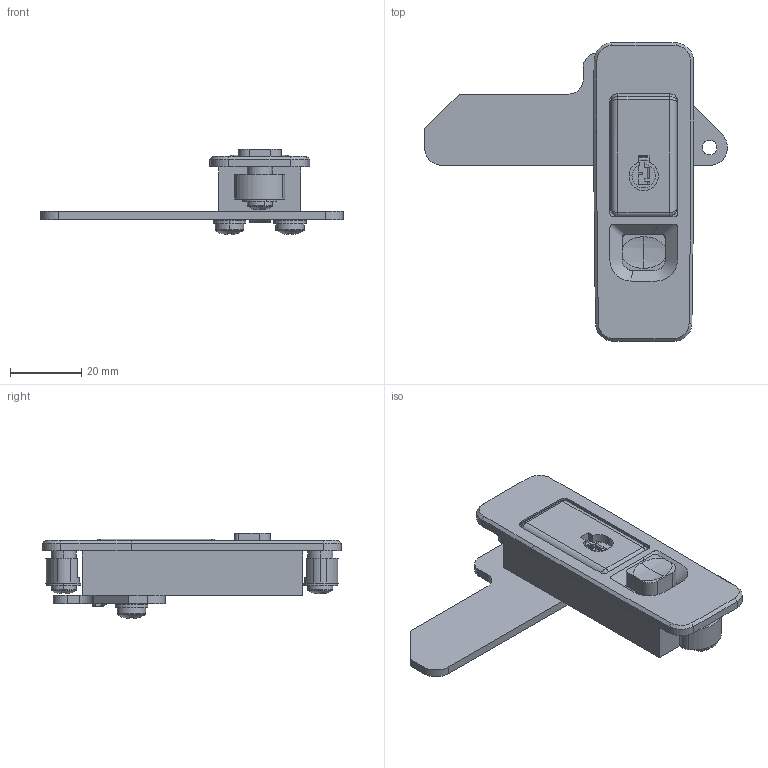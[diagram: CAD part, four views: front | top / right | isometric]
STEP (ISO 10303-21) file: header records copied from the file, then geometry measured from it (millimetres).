
FILE_DESCRIPTION (( 'STEP AP203' ), '1' );
FILE_NAME ('A-260-A-3.STEP', '2012-08-30T08:02:22', ( '11sw' ), ( 'タキゲン製造株式会社' ), 'SwSTEP 2.0', 'SolidWorks 2011', '' );
FILE_SCHEMA (( 'CONFIG_CONTROL_DESIGN' ));
Length unit declared in the file: millimetre
Products named in the file (11): A-260-A-3; A-260-A-3_TP偹偠M4_M4亊8; A-260-A-3_LU-0200鍵芯C_; A-260-A-3_廫帤寠晅側傋偹偠M4乮暯W丒SW晅乯_M4亊10乮SW丒暯W晅乯; A-260-A-3_スプリングワッシャーM4_JIS B 1251 No.2 4; A-260-A-3_十字穴付なべねじM4_M4×8; A-260-A-2-1オワンワッシャー__公開用; AC-25-AB-3N_; A-260-A-2-1儃僞儞_; A-260-A-3僴儞僪儖_; A-260-A-3本体_
Assembly tree (13 placements, depth 3):
  A-260-A-3
    A-260-A-3本体_
    A-260-A-3_廫帤寠晅側傋偹偠M4乮暯W丒SW晅乯_M4亊10乮SW丒暯W晅乯  x2
      A-260-A-3_スプリングワッシャーM4_JIS B 1251 No.2 4
      A-260-A-3_十字穴付なべねじM4_M4×8
    A-260-A-3_LU-0200鍵芯C_
    A-260-A-3_TP偹偠M4_M4亊8  x2
    A-260-A-2-1オワンワッシャー__公開用  x2
    AC-25-AB-3N_
    A-260-A-2-1儃僞儞_
    A-260-A-3僴儞僪儖_
Bounding box: 85 x 83.97 x 24.06 mm (x, y, z)
Volume: 23990.3 mm3; surface area: 20171.6 mm2
Topology: 13 solids, 13 shells, 384 faces, 995 edges, 635 vertices
Faces by surface type: plane 176, cylinder 139, cone 35, bspline 14, torus 12, sphere 8
Entity records: 11234 total; most frequent: CARTESIAN_POINT 2352, DIRECTION 1665, ORIENTED_EDGE 1576, EDGE_CURVE 788, AXIS2_PLACEMENT_3D 616, VERTEX_POINT 510, VECTOR 433, LINE 433
